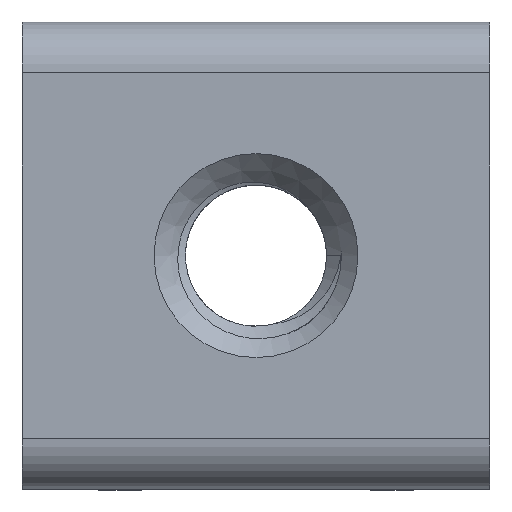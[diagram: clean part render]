
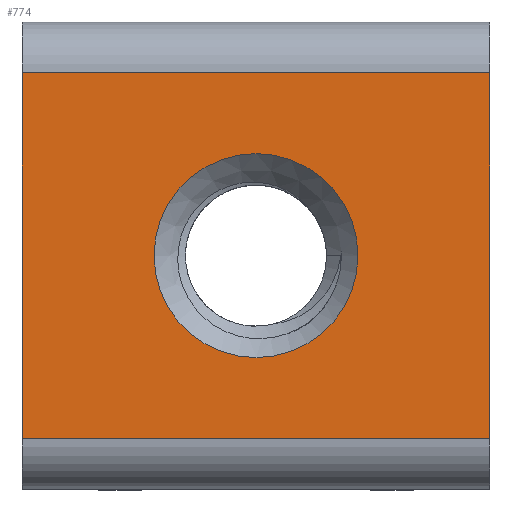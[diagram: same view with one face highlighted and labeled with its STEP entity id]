
A CAD part, top view. The second image highlights one B-rep face of the part: STEP entity #774.
In plain terms, the highlighted planar face has unit normal (0, 0, 1).
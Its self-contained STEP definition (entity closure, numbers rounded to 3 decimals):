
#358 = VERTEX_POINT('',#359);
#359 = CARTESIAN_POINT('',(-5.5,-9.8,6.6));
#366 = EDGE_CURVE('',#367,#358,#369,.T.);
#367 = VERTEX_POINT('',#368);
#368 = CARTESIAN_POINT('',(-5.5,-1.2,6.6));
#369 = LINE('',#370,#371);
#370 = CARTESIAN_POINT('',(-5.5,0.,6.6));
#371 = VECTOR('',#372,1.);
#372 = DIRECTION('',(0.,-1.,0.));
#415 = EDGE_CURVE('',#367,#416,#418,.T.);
#416 = VERTEX_POINT('',#417);
#417 = CARTESIAN_POINT('',(5.5,-1.2,6.6));
#418 = LINE('',#419,#420);
#419 = CARTESIAN_POINT('',(-5.5,-1.2,6.6));
#420 = VECTOR('',#421,1.);
#421 = DIRECTION('',(1.,0.,0.));
#465 = EDGE_CURVE('',#416,#466,#468,.T.);
#466 = VERTEX_POINT('',#467);
#467 = CARTESIAN_POINT('',(5.5,-9.8,6.6));
#468 = LINE('',#469,#470);
#469 = CARTESIAN_POINT('',(5.5,0.,6.6));
#470 = VECTOR('',#471,1.);
#471 = DIRECTION('',(0.,-1.,0.));
#774 = ADVANCED_FACE('',(#775,#786),#797,.T.);
#775 = FACE_BOUND('',#776,.T.);
#776 = EDGE_LOOP('',(#777,#778,#784,#785));
#777 = ORIENTED_EDGE('',*,*,#366,.T.);
#778 = ORIENTED_EDGE('',*,*,#779,.T.);
#779 = EDGE_CURVE('',#358,#466,#780,.T.);
#780 = LINE('',#781,#782);
#781 = CARTESIAN_POINT('',(-5.5,-9.8,6.6));
#782 = VECTOR('',#783,1.);
#783 = DIRECTION('',(1.,0.,0.));
#784 = ORIENTED_EDGE('',*,*,#465,.F.);
#785 = ORIENTED_EDGE('',*,*,#415,.F.);
#786 = FACE_BOUND('',#787,.T.);
#787 = EDGE_LOOP('',(#788));
#788 = ORIENTED_EDGE('',*,*,#789,.F.);
#789 = EDGE_CURVE('',#790,#790,#792,.T.);
#790 = VERTEX_POINT('',#791);
#791 = CARTESIAN_POINT('',(2.4,-5.5,6.6));
#792 = CIRCLE('',#793,2.4);
#793 = AXIS2_PLACEMENT_3D('',#794,#795,#796);
#794 = CARTESIAN_POINT('',(0.,-5.5,6.6));
#795 = DIRECTION('',(-0.,0.,1.));
#796 = DIRECTION('',(1.,0.,0.));
#797 = PLANE('',#798);
#798 = AXIS2_PLACEMENT_3D('',#799,#800,#801);
#799 = CARTESIAN_POINT('',(-5.5,0.,6.6));
#800 = DIRECTION('',(0.,0.,1.));
#801 = DIRECTION('',(1.,0.,0.));
